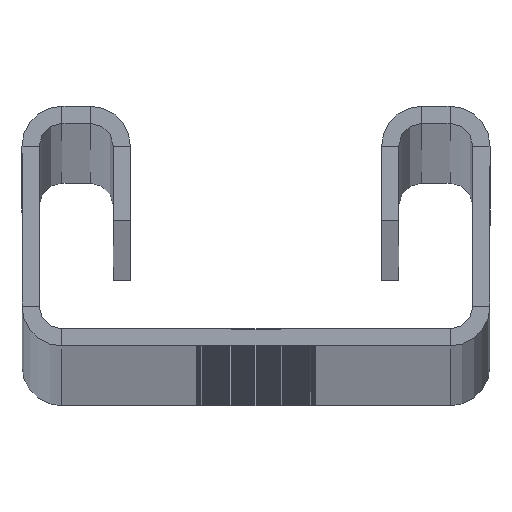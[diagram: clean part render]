
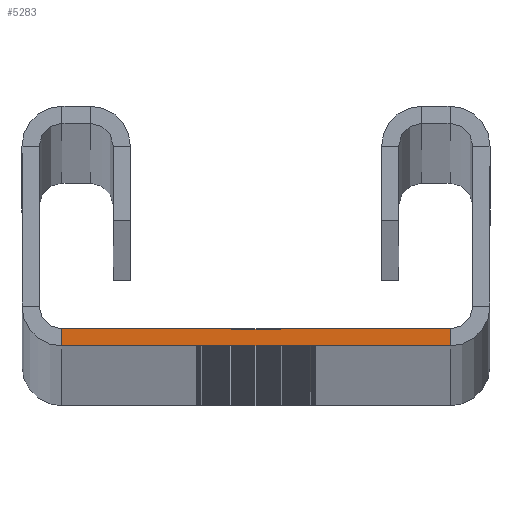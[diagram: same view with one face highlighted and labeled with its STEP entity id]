
A CAD part, top view. The second image highlights one B-rep face of the part: STEP entity #5283.
In plain terms, the highlighted planar face has unit normal (0, 0, 1).
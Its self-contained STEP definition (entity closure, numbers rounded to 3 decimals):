
#1167 = CARTESIAN_POINT ( 'NONE',  ( -17., 0., 1500. ) ) ;
#1718 = ORIENTED_EDGE ( 'NONE', *, *, #8658, .T. ) ;
#1789 = ORIENTED_EDGE ( 'NONE', *, *, #8672, .T. ) ;
#1862 = ORIENTED_EDGE ( 'NONE', *, *, #8694, .T. ) ;
#1927 = ORIENTED_EDGE ( 'NONE', *, *, #8654, .F. ) ;
#2220 = FACE_OUTER_BOUND ( 'NONE', #3368, .T. ) ;
#3188 = CARTESIAN_POINT ( 'NONE',  ( 17., 1.5, 1500. ) ) ;
#3202 = CARTESIAN_POINT ( 'NONE',  ( -17., 1.5, 1500. ) ) ;
#3368 = EDGE_LOOP ( 'NONE', ( #1718, #1789, #1927, #1862 ) ) ;
#4707 = DIRECTION ( 'NONE',  ( 1., 0., 0. ) ) ;
#4710 = DIRECTION ( 'NONE',  ( 0., 0., 1. ) ) ;
#4714 = PLANE ( 'NONE',  #9099 ) ;
#4737 = CARTESIAN_POINT ( 'NONE',  ( 19., 3.5, 1500. ) ) ;
#5254 = VERTEX_POINT ( 'NONE', #3202 ) ;
#5261 = VERTEX_POINT ( 'NONE', #3188 ) ;
#5283 = ADVANCED_FACE ( 'NONE', ( #2220 ), #4714, .T. ) ;
#5634 = CARTESIAN_POINT ( 'NONE',  ( -17., 0., 1500. ) ) ;
#5639 = CARTESIAN_POINT ( 'NONE',  ( -17., 1.5, 1500. ) ) ;
#5640 = DIRECTION ( 'NONE',  ( 1., 0., 0. ) ) ;
#5641 = DIRECTION ( 'NONE',  ( 1., 0., 0. ) ) ;
#5648 = CARTESIAN_POINT ( 'NONE',  ( 17., 0., 1500. ) ) ;
#5655 = DIRECTION ( 'NONE',  ( 0., 1., 0. ) ) ;
#5689 = CARTESIAN_POINT ( 'NONE',  ( -17., 1.5, 1500. ) ) ;
#5694 = DIRECTION ( 'NONE',  ( 0., -1., 0. ) ) ;
#6361 = VERTEX_POINT ( 'NONE', #9747 ) ;
#6456 = VERTEX_POINT ( 'NONE', #1167 ) ;
#7694 = LINE ( 'NONE', #5634, #7706 ) ;
#7696 = LINE ( 'NONE', #5639, #7702 ) ;
#7702 = VECTOR ( 'NONE', #5640, 1000. ) ;
#7706 = VECTOR ( 'NONE', #5641, 1000. ) ;
#7714 = LINE ( 'NONE', #5648, #7722 ) ;
#7722 = VECTOR ( 'NONE', #5655, 1000. ) ;
#7784 = LINE ( 'NONE', #5689, #7792 ) ;
#7792 = VECTOR ( 'NONE', #5694, 1000. ) ;
#8654 = EDGE_CURVE ( 'NONE', #5254, #5261, #7696, .T. ) ;
#8658 = EDGE_CURVE ( 'NONE', #6456, #6361, #7694, .T. ) ;
#8672 = EDGE_CURVE ( 'NONE', #6361, #5261, #7714, .T. ) ;
#8694 = EDGE_CURVE ( 'NONE', #5254, #6456, #7784, .T. ) ;
#9099 = AXIS2_PLACEMENT_3D ( 'NONE', #4737, #4710, #4707 ) ;
#9747 = CARTESIAN_POINT ( 'NONE',  ( 17., 0., 1500. ) ) ;
